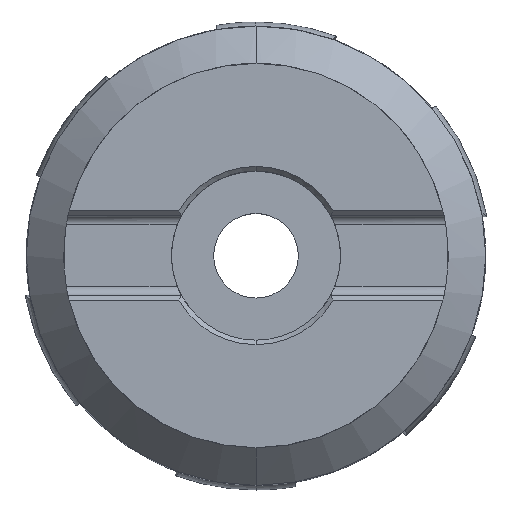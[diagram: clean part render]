
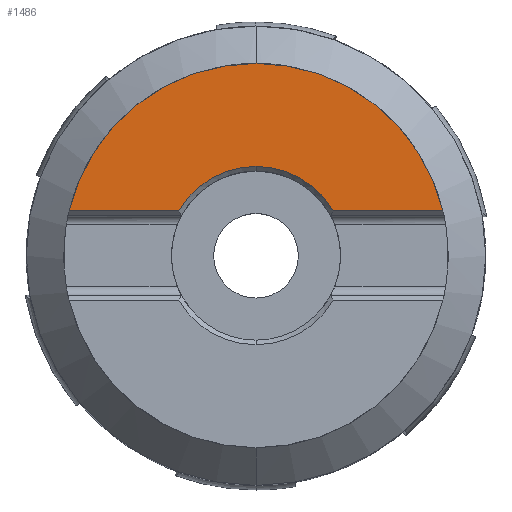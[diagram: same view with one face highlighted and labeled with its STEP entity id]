
A CAD part, top view. The second image highlights one B-rep face of the part: STEP entity #1486.
In plain terms, the highlighted planar face has unit normal (0, 0, 1).
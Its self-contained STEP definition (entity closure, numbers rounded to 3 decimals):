
#762=EDGE_CURVE('',#1126,#842,#2057,.T.);
#774=EDGE_CURVE('',#842,#1558,#2070,.T.);
#842=VERTEX_POINT('',#2143);
#892=EDGE_CURVE('',#1070,#1334,#2195,.T.);
#1016=EDGE_CURVE('',#1334,#1558,#2330,.T.);
#1070=VERTEX_POINT('',#2392);
#1126=VERTEX_POINT('',#2453);
#1334=VERTEX_POINT('',#2683);
#1486=ADVANCED_FACE('',(#2853),#2854,.T.);
#1558=VERTEX_POINT('',#2932);
#1596=EDGE_CURVE('',#1126,#1666,#2972,.T.);
#1666=VERTEX_POINT('',#3052);
#1924=EDGE_CURVE('',#1666,#1070,#3326,.T.);
#2057=CIRCLE('',#3608,25.0);
#2070=CIRCLE('',#3649,25.0);
#2143=CARTESIAN_POINT('',(0.,25.0,0.0));
#2195=CIRCLE('',#3936,11.6);
#2330=LINE('',#4281,#4282);
#2392=CARTESIAN_POINT('',(0.,11.6,0.0));
#2453=CARTESIAN_POINT('',(-24.318,5.8,0.0));
#2683=CARTESIAN_POINT('',(10.046,5.8,0.));
#2853=FACE_OUTER_BOUND('',#5745,.T.);
#2854=PLANE('',#5746);
#2932=CARTESIAN_POINT('',(24.318,5.8,0.0));
#2972=LINE('',#6052,#6053);
#3052=CARTESIAN_POINT('',(-10.046,5.8,0.));
#3326=CIRCLE('',#7122,11.6);
#3608=AXIS2_PLACEMENT_3D('',#7314,#7315,#7316);
#3649=AXIS2_PLACEMENT_3D('',#7330,#7331,#7332);
#3936=AXIS2_PLACEMENT_3D('',#7448,#7449,#7450);
#4281=CARTESIAN_POINT('',(12.5,5.8,0.0));
#4282=VECTOR('',#7585,1.0);
#5745=EDGE_LOOP('',(#8222,#8223,#8224,#8225,#8226,#8227));
#5746=AXIS2_PLACEMENT_3D('',#8228,#8229,#8230);
#6052=CARTESIAN_POINT('',(12.5,5.8,0.0));
#6053=VECTOR('',#8333,1.0);
#7122=AXIS2_PLACEMENT_3D('',#8652,#8653,#8654);
#7314=CARTESIAN_POINT('',(0.0,0.0,0.0));
#7315=DIRECTION('',(0.0,0.0,-1.0));
#7316=DIRECTION('',(0.0,1.0,0.0));
#7330=CARTESIAN_POINT('',(0.0,0.0,0.0));
#7331=DIRECTION('',(0.0,0.0,-1.0));
#7332=DIRECTION('',(0.0,1.0,0.0));
#7448=CARTESIAN_POINT('',(0.0,0.0,0.0));
#7449=DIRECTION('',(-0.0,0.0,-1.0));
#7450=DIRECTION('',(0.0,1.0,0.0));
#7585=DIRECTION('',(1.0,0.0,0.0));
#8222=ORIENTED_EDGE('',*,*,#1596,.T.);
#8223=ORIENTED_EDGE('',*,*,#1924,.T.);
#8224=ORIENTED_EDGE('',*,*,#892,.T.);
#8225=ORIENTED_EDGE('',*,*,#1016,.T.);
#8226=ORIENTED_EDGE('',*,*,#774,.F.);
#8227=ORIENTED_EDGE('',*,*,#762,.F.);
#8228=CARTESIAN_POINT('',(0.0,12.5,0.0));
#8229=DIRECTION('',(-0.0,0.0,1.0));
#8230=DIRECTION('',(0.0,-1.0,0.0));
#8333=DIRECTION('',(1.0,0.0,0.0));
#8652=CARTESIAN_POINT('',(0.0,0.0,0.0));
#8653=DIRECTION('',(-0.0,0.0,-1.0));
#8654=DIRECTION('',(0.0,1.0,0.0));
